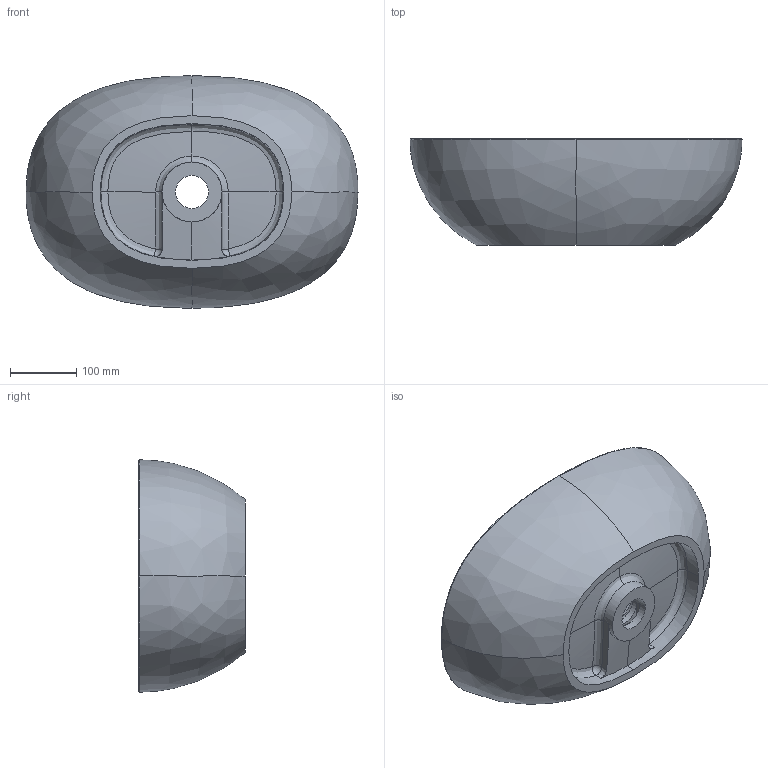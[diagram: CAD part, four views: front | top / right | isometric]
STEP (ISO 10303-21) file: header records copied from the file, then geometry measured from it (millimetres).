
FILE_DESCRIPTION((''),'2;1');
FILE_NAME('500-350-160','2017-03-01T',('Administrator'),(''),'PRO/ENGINEER BY PARAMETRIC TECHNOLOGY CORPORATION, 2012480','PRO/ENGINEER BY PARAMETRIC TECHNOLOGY CORPORATION, 2012480','');
FILE_SCHEMA(('CONFIG_CONTROL_DESIGN'));
Length unit declared in the file: millimetre
Products named in the file (1): 500-350-160
Bounding box: 499.99 x 160 x 350 mm (x, y, z)
Volume: 5459183.5 mm3; surface area: 566044.4 mm2
Topology: 1 solids, 1 shells, 78 faces, 187 edges, 110 vertices
Faces by surface type: bspline 44, plane 13, cylinder 9, cone 4, extrusion 4, torus 2, sphere 2
Entity records: 9950 total; most frequent: CARTESIAN_POINT 8410, ORIENTED_EDGE 374, DIRECTION 206, EDGE_CURVE 187, VERTEX_POINT 110, B_SPLINE_CURVE_WITH_KNOTS 95, EDGE_LOOP 81, FACE_OUTER_BOUND 78
